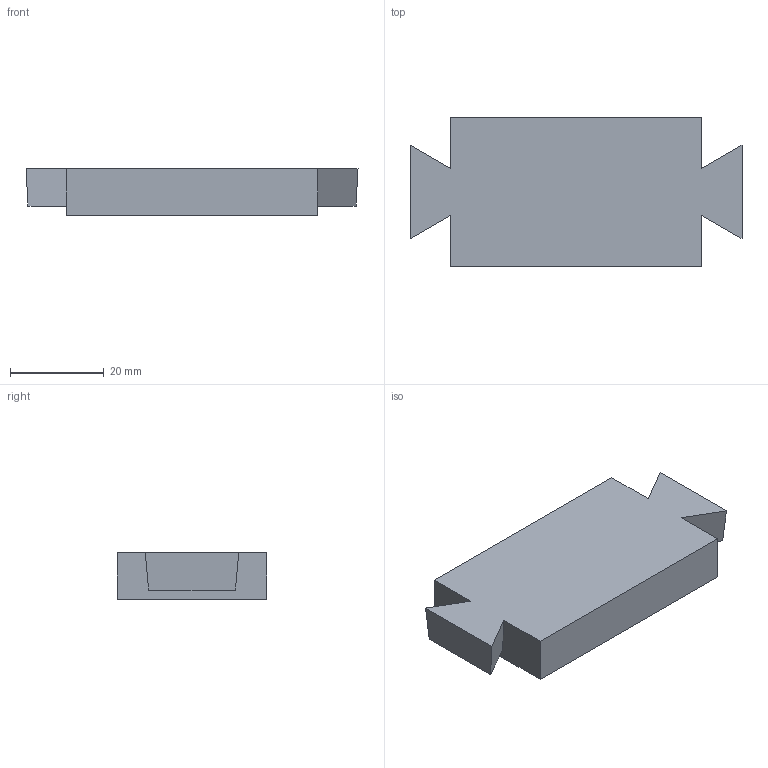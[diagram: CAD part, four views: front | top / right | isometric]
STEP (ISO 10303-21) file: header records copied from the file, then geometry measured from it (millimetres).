
FILE_DESCRIPTION(('FreeCAD Model'),'2;1');
FILE_NAME('Open CASCADE Shape Model','2025-01-22T16:31:50',(''),(''), 'Open CASCADE STEP processor 7.7','FreeCAD','Unknown');
FILE_SCHEMA(('AUTOMOTIVE_DESIGN { 1 0 10303 214 1 1 1 1 }'));
Length unit declared in the file: millimetre
Products named in the file (1): Pad001
Bounding box: 71 x 32 x 10 mm (x, y, z)
Volume: 19124.4 mm3; surface area: 6105.4 mm2
Topology: 1 solids, 1 shells, 14 faces, 36 edges, 24 vertices
Faces by surface type: plane 8, bspline 6
Entity records: 458 total; most frequent: CARTESIAN_POINT 125, ORIENTED_EDGE 72, DIRECTION 46, EDGE_CURVE 36, LINE 28, VECTOR 28, VERTEX_POINT 24, ADVANCED_FACE 14
